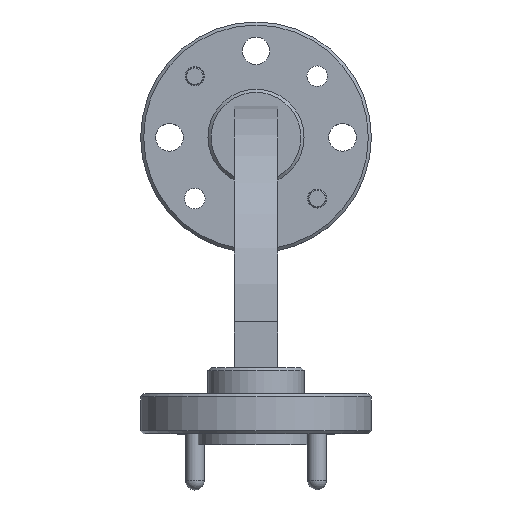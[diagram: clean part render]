
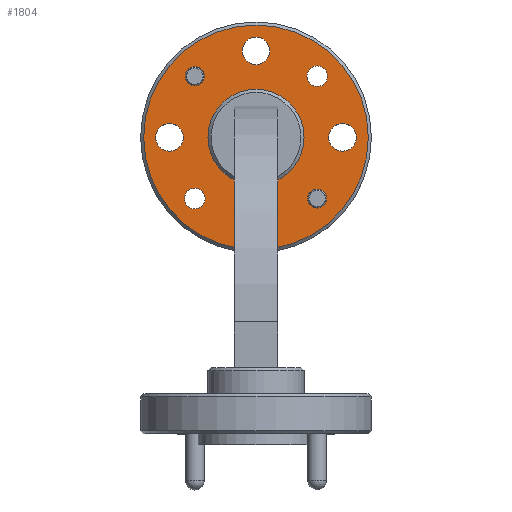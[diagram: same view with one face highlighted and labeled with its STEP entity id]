
A CAD part, top view. The second image highlights one B-rep face of the part: STEP entity #1804.
In plain terms, the highlighted face is planar.
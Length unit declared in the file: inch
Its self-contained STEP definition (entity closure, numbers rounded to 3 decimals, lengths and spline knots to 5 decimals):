
#68=FACE_BOUND('',#502,.T.);
#69=FACE_BOUND('',#503,.T.);
#70=FACE_BOUND('',#504,.T.);
#71=FACE_BOUND('',#505,.T.);
#72=FACE_BOUND('',#506,.T.);
#73=FACE_BOUND('',#507,.T.);
#74=FACE_BOUND('',#508,.T.);
#75=FACE_BOUND('',#509,.T.);
#76=FACE_BOUND('',#510,.T.);
#218=CIRCLE('',#2006,0.156);
#219=CIRCLE('',#2009,0.365);
#222=CIRCLE('',#2014,0.0447);
#223=CIRCLE('',#2015,0.0447);
#224=CIRCLE('',#2016,0.0447);
#225=CIRCLE('',#2017,0.0447);
#226=CIRCLE('',#2018,0.0335);
#227=CIRCLE('',#2019,0.0335);
#228=CIRCLE('',#2020,0.02975);
#229=CIRCLE('',#2021,0.02975);
#360=FACE_OUTER_BOUND('',#501,.T.);
#501=EDGE_LOOP('',(#1448));
#502=EDGE_LOOP('',(#1449));
#503=EDGE_LOOP('',(#1450));
#504=EDGE_LOOP('',(#1451));
#505=EDGE_LOOP('',(#1452));
#506=EDGE_LOOP('',(#1453));
#507=EDGE_LOOP('',(#1454));
#508=EDGE_LOOP('',(#1455));
#509=EDGE_LOOP('',(#1456));
#510=EDGE_LOOP('',(#1457));
#884=VERTEX_POINT('',#3031);
#885=VERTEX_POINT('',#3036);
#888=VERTEX_POINT('',#3046);
#889=VERTEX_POINT('',#3048);
#890=VERTEX_POINT('',#3050);
#891=VERTEX_POINT('',#3052);
#892=VERTEX_POINT('',#3054);
#893=VERTEX_POINT('',#3056);
#894=VERTEX_POINT('',#3058);
#895=VERTEX_POINT('',#3060);
#1086=EDGE_CURVE('',#884,#884,#218,.T.);
#1087=EDGE_CURVE('',#885,#885,#219,.T.);
#1092=EDGE_CURVE('',#888,#888,#222,.T.);
#1093=EDGE_CURVE('',#889,#889,#223,.T.);
#1094=EDGE_CURVE('',#890,#890,#224,.T.);
#1095=EDGE_CURVE('',#891,#891,#225,.T.);
#1096=EDGE_CURVE('',#892,#892,#226,.T.);
#1097=EDGE_CURVE('',#893,#893,#227,.T.);
#1098=EDGE_CURVE('',#894,#894,#228,.T.);
#1099=EDGE_CURVE('',#895,#895,#229,.T.);
#1448=ORIENTED_EDGE('',*,*,#1087,.F.);
#1449=ORIENTED_EDGE('',*,*,#1086,.T.);
#1450=ORIENTED_EDGE('',*,*,#1092,.T.);
#1451=ORIENTED_EDGE('',*,*,#1093,.T.);
#1452=ORIENTED_EDGE('',*,*,#1094,.T.);
#1453=ORIENTED_EDGE('',*,*,#1095,.T.);
#1454=ORIENTED_EDGE('',*,*,#1096,.T.);
#1455=ORIENTED_EDGE('',*,*,#1097,.T.);
#1456=ORIENTED_EDGE('',*,*,#1098,.T.);
#1457=ORIENTED_EDGE('',*,*,#1099,.T.);
#1734=PLANE('',#2013);
#1804=ADVANCED_FACE('',(#360,#68,#69,#70,#71,#72,#73,#74,#75,#76),#1734,
 .T.);
#2006=AXIS2_PLACEMENT_3D('',#3033,#2429,#2430);
#2009=AXIS2_PLACEMENT_3D('',#3037,#2435,#2436);
#2013=AXIS2_PLACEMENT_3D('',#3045,#2445,#2446);
#2014=AXIS2_PLACEMENT_3D('',#3047,#2447,#2448);
#2015=AXIS2_PLACEMENT_3D('',#3049,#2449,#2450);
#2016=AXIS2_PLACEMENT_3D('',#3051,#2451,#2452);
#2017=AXIS2_PLACEMENT_3D('',#3053,#2453,#2454);
#2018=AXIS2_PLACEMENT_3D('',#3055,#2455,#2456);
#2019=AXIS2_PLACEMENT_3D('',#3057,#2457,#2458);
#2020=AXIS2_PLACEMENT_3D('',#3059,#2459,#2460);
#2021=AXIS2_PLACEMENT_3D('',#3061,#2461,#2462);
#2429=DIRECTION('center_axis',(0.,-1.,0.));
#2430=DIRECTION('ref_axis',(-1.,0.,0.));
#2435=DIRECTION('center_axis',(0.,-1.,0.));
#2436=DIRECTION('ref_axis',(-1.,0.,0.));
#2445=DIRECTION('center_axis',(0.,1.,0.));
#2446=DIRECTION('ref_axis',(-1.,0.,0.));
#2447=DIRECTION('center_axis',(0.,-1.,0.));
#2448=DIRECTION('ref_axis',(0.,0.,-1.));
#2449=DIRECTION('center_axis',(0.,-1.,0.));
#2450=DIRECTION('ref_axis',(0.,0.,-1.));
#2451=DIRECTION('center_axis',(0.,-1.,0.));
#2452=DIRECTION('ref_axis',(0.,0.,-1.));
#2453=DIRECTION('center_axis',(0.,-1.,0.));
#2454=DIRECTION('ref_axis',(0.,0.,-1.));
#2455=DIRECTION('center_axis',(0.,-1.,0.));
#2456=DIRECTION('ref_axis',(0.,0.,-1.));
#2457=DIRECTION('center_axis',(0.,-1.,0.));
#2458=DIRECTION('ref_axis',(0.,0.,-1.));
#2459=DIRECTION('center_axis',(0.,-1.,0.));
#2460=DIRECTION('ref_axis',(0.,0.,-1.));
#2461=DIRECTION('center_axis',(0.,-1.,0.));
#2462=DIRECTION('ref_axis',(0.,0.,-1.));
#3031=CARTESIAN_POINT('',(0.156,0.13,0.));
#3033=CARTESIAN_POINT('Origin',(0.,0.13,0.));
#3036=CARTESIAN_POINT('',(0.365,0.13,0.));
#3037=CARTESIAN_POINT('Origin',(0.,0.13,0.));
#3045=CARTESIAN_POINT('Origin',(0.,0.13,0.));
#3046=CARTESIAN_POINT('',(-0.28125,0.13,0.0447));
#3047=CARTESIAN_POINT('Origin',(-0.28125,0.13,0.));
#3048=CARTESIAN_POINT('',(0.28125,0.13,0.0447));
#3049=CARTESIAN_POINT('Origin',(0.28125,0.13,0.));
#3050=CARTESIAN_POINT('',(0.,0.13,0.32595));
#3051=CARTESIAN_POINT('Origin',(0.,0.13,0.28125));
#3052=CARTESIAN_POINT('',(0.,0.13,-0.23655));
#3053=CARTESIAN_POINT('Origin',(0.,0.13,-0.28125));
#3054=CARTESIAN_POINT('',(-0.19887,0.13,-0.16537));
#3055=CARTESIAN_POINT('Origin',(-0.19887,0.13,-0.19887));
#3056=CARTESIAN_POINT('',(0.19887,0.13,0.23237));
#3057=CARTESIAN_POINT('Origin',(0.19887,0.13,0.19887));
#3058=CARTESIAN_POINT('',(0.19887,0.13,-0.16912));
#3059=CARTESIAN_POINT('Origin',(0.19887,0.13,-0.19887));
#3060=CARTESIAN_POINT('',(-0.19887,0.13,0.22862));
#3061=CARTESIAN_POINT('Origin',(-0.19887,0.13,0.19887));
